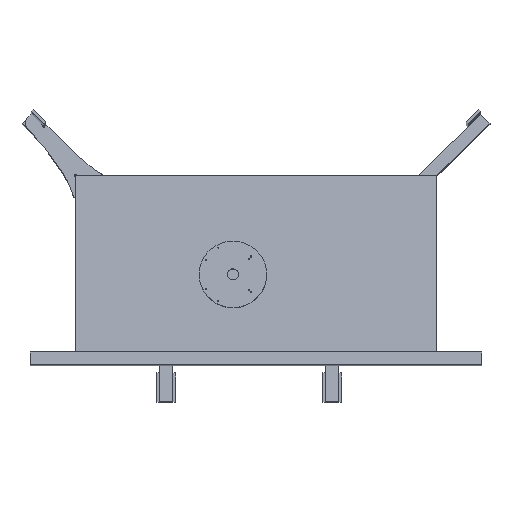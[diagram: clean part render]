
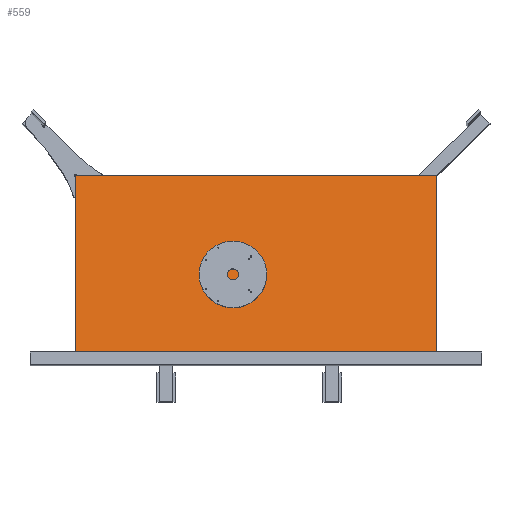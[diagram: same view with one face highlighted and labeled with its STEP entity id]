
A CAD part, left-side view. The second image highlights one B-rep face of the part: STEP entity #559.
In plain terms, the highlighted face is planar.
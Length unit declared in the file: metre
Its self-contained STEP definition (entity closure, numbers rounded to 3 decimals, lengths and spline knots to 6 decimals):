
#559 = ADVANCED_FACE( '', ( #737 ), #738, .T. );
#737 = FACE_OUTER_BOUND( '', #1130, .T. );
#738 = PLANE( '', #1131 );
#1130 = EDGE_LOOP( '', ( #1566, #1567, #1568, #1569 ) );
#1131 = AXIS2_PLACEMENT_3D( '', #1570, #1571, #1572 );
#1566 = ORIENTED_EDGE( '', *, *, #2945, .F. );
#1567 = ORIENTED_EDGE( '', *, *, #2946, .T. );
#1568 = ORIENTED_EDGE( '', *, *, #2947, .T. );
#1569 = ORIENTED_EDGE( '', *, *, #2943, .F. );
#1570 = CARTESIAN_POINT( '', ( 0., -0.01905, 0. ) );
#1571 = DIRECTION( '', ( 0., -1., 0. ) );
#1572 = DIRECTION( '', ( 1., 0., 0. ) );
#2943 = EDGE_CURVE( '', #3352, #3354, #3355, .T. );
#2945 = EDGE_CURVE( '', #3357, #3352, #3358, .T. );
#2946 = EDGE_CURVE( '', #3357, #3359, #3360, .T. );
#2947 = EDGE_CURVE( '', #3359, #3354, #3361, .T. );
#3352 = VERTEX_POINT( '', #4042 );
#3354 = VERTEX_POINT( '', #4045 );
#3355 = LINE( '', #4046, #4047 );
#3357 = VERTEX_POINT( '', #4050 );
#3358 = LINE( '', #4051, #4052 );
#3359 = VERTEX_POINT( '', #4053 );
#3360 = LINE( '', #4054, #4055 );
#3361 = LINE( '', #4056, #4057 );
#4042 = CARTESIAN_POINT( '', ( -1.2192, -0.01905, -0.6096 ) );
#4045 = CARTESIAN_POINT( '', ( -1.2192, -0.01905, 0.6096 ) );
#4046 = CARTESIAN_POINT( '', ( -1.2192, -0.01905, 0.067733 ) );
#4047 = VECTOR( '', #5250, 1. );
#4050 = CARTESIAN_POINT( '', ( 1.2192, -0.01905, -0.6096 ) );
#4051 = CARTESIAN_POINT( '', ( 0., -0.01905, -0.6096 ) );
#4052 = VECTOR( '', #5252, 1. );
#4053 = CARTESIAN_POINT( '', ( 1.2192, -0.01905, 0.6096 ) );
#4054 = CARTESIAN_POINT( '', ( 1.2192, -0.01905, 0.067733 ) );
#4055 = VECTOR( '', #5253, 1. );
#4056 = CARTESIAN_POINT( '', ( 0., -0.01905, 0.6096 ) );
#4057 = VECTOR( '', #5254, 1. );
#5250 = DIRECTION( '', ( 0., 0., 1. ) );
#5252 = DIRECTION( '', ( -1., 0., 0. ) );
#5253 = DIRECTION( '', ( 0., 0., 1. ) );
#5254 = DIRECTION( '', ( -1., 0., 0. ) );
